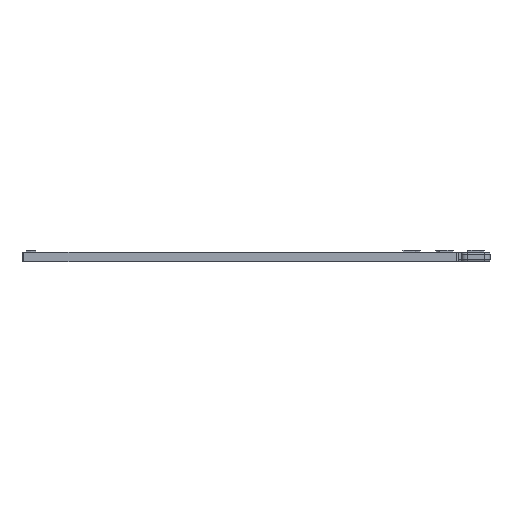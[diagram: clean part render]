
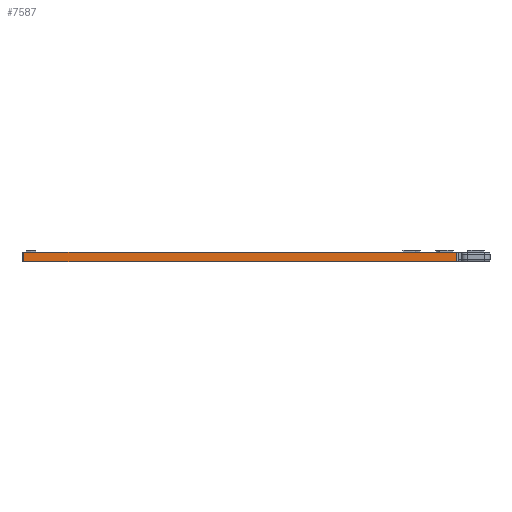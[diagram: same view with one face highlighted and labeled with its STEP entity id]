
A CAD part, left-side view. The second image highlights one B-rep face of the part: STEP entity #7587.
In plain terms, the highlighted planar face has unit normal (-1, 0, 0).
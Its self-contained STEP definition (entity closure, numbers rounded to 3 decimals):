
#801=FACE_OUTER_BOUND('',#1243,.T.);
#1243=EDGE_LOOP('',(#5482,#5483,#5484,#5485));
#1707=LINE('',#10780,#2379);
#1714=LINE('',#10799,#2386);
#1717=LINE('',#10805,#2389);
#1718=LINE('',#10806,#2390);
#2379=VECTOR('',#8884,10.);
#2386=VECTOR('',#8905,10.);
#2389=VECTOR('',#8910,10.);
#2390=VECTOR('',#8911,10.);
#3209=VERTEX_POINT('',#10777);
#3210=VERTEX_POINT('',#10779);
#3215=VERTEX_POINT('',#10798);
#3217=VERTEX_POINT('',#10804);
#4058=EDGE_CURVE('',#3209,#3210,#1707,.T.);
#4068=EDGE_CURVE('',#3210,#3215,#1714,.T.);
#4071=EDGE_CURVE('',#3209,#3217,#1717,.T.);
#4072=EDGE_CURVE('',#3215,#3217,#1718,.T.);
#5482=ORIENTED_EDGE('',*,*,#4058,.F.);
#5483=ORIENTED_EDGE('',*,*,#4071,.T.);
#5484=ORIENTED_EDGE('',*,*,#4072,.F.);
#5485=ORIENTED_EDGE('',*,*,#4068,.F.);
#7342=PLANE('',#8163);
#7587=ADVANCED_FACE('',(#801),#7342,.T.);
#8163=AXIS2_PLACEMENT_3D('',#10803,#8908,#8909);
#8884=DIRECTION('',(0.,0.,1.));
#8905=DIRECTION('',(0.,-1.,0.));
#8908=DIRECTION('center_axis',(-1.,0.,0.));
#8909=DIRECTION('ref_axis',(0.,-1.,0.));
#8910=DIRECTION('',(0.,-1.,0.));
#8911=DIRECTION('',(0.,0.,-1.));
#10777=CARTESIAN_POINT('',(0.,227.6,0.));
#10779=CARTESIAN_POINT('',(0.,227.6,5.));
#10780=CARTESIAN_POINT('',(0.,227.6,0.));
#10798=CARTESIAN_POINT('',(0.,1.,5.));
#10799=CARTESIAN_POINT('',(0.,228.6,5.));
#10803=CARTESIAN_POINT('Origin',(0.,228.6,0.));
#10804=CARTESIAN_POINT('',(0.,1.,0.));
#10805=CARTESIAN_POINT('',(0.,228.6,0.));
#10806=CARTESIAN_POINT('',(0.,1.,0.));
